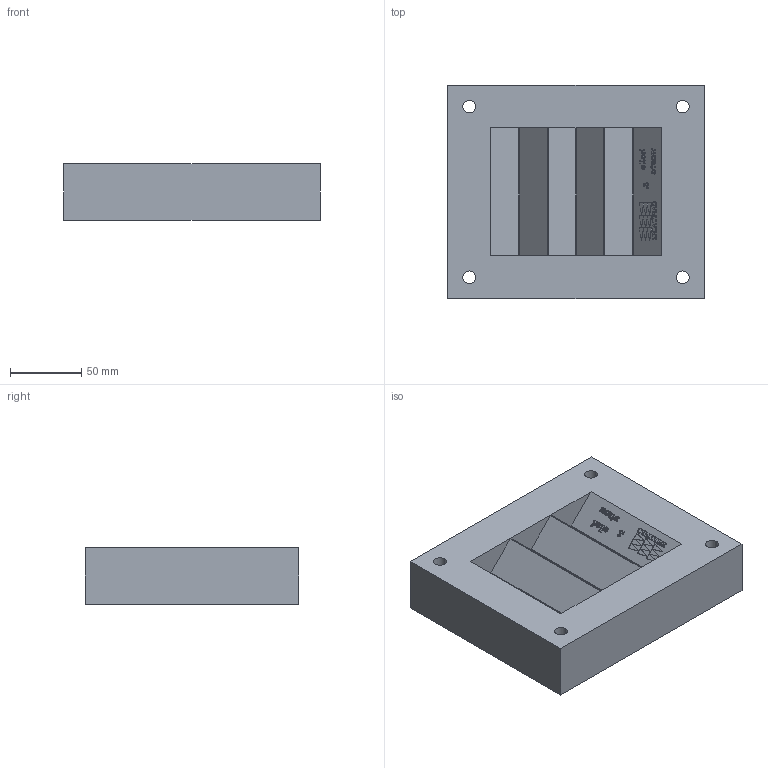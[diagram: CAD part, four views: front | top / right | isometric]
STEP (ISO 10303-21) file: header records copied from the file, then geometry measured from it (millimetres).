
FILE_DESCRIPTION (( 'STEP AP203' ), '1' );
FILE_NAME ('Moule bas.STEP', '2020-07-24T12:55:34', ( '' ), ( '' ), 'SwSTEP 2.0', 'SolidWorks 2019', '' );
FILE_SCHEMA (( 'CONFIG_CONTROL_DESIGN' ));
Length unit declared in the file: millimetre
Products named in the file (1): Moule bas
Bounding box: 180 x 150 x 40 mm (x, y, z)
Volume: 957369 mm3; surface area: 92155.2 mm2
Topology: 1 solids, 1 shells, 513 faces, 1422 edges, 948 vertices
Faces by surface type: bspline 255, plane 237, cylinder 21
Entity records: 24913 total; most frequent: CARTESIAN_POINT 13411, ORIENTED_EDGE 2844, DIRECTION 1472, EDGE_CURVE 1422, VERTEX_POINT 948, LINE 870, VECTOR 870, EDGE_LOOP 558
